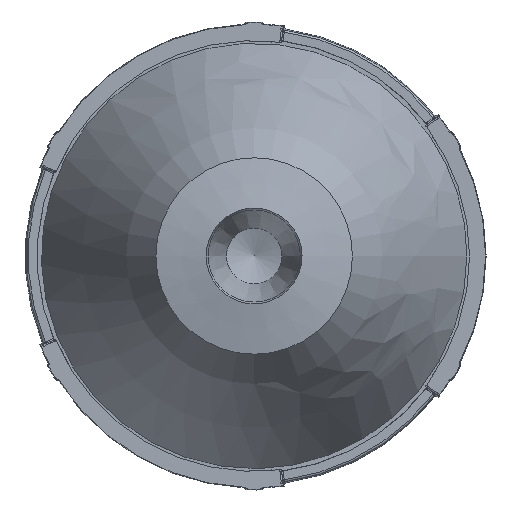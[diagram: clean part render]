
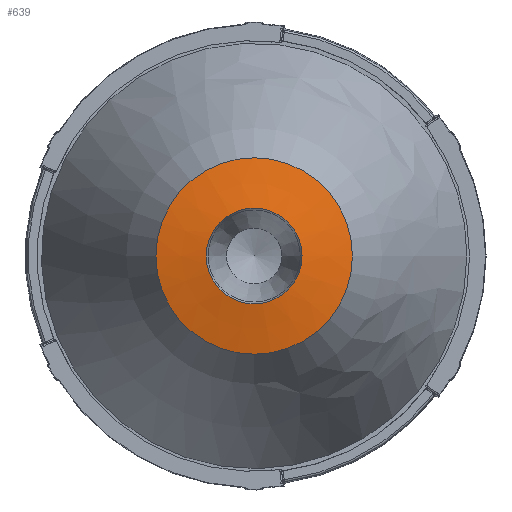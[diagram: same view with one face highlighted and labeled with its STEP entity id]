
A CAD part, front view. The second image highlights one B-rep face of the part: STEP entity #639.
In plain terms, the highlighted conical face has half-angle 78.554 degrees and reference radius 4.782 mm.
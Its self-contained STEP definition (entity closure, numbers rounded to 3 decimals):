
#639=ADVANCED_FACE('',(#1226,#1227),#1228,.T.);
#1226=FACE_OUTER_BOUND('',#9297,.T.);
#1227=FACE_BOUND('',#9298,.T.);
#1228=CONICAL_SURFACE('',#9299,4.782,1.371);
#9297=EDGE_LOOP('',(#10775));
#9298=EDGE_LOOP('',(#10776));
#9299=AXIS2_PLACEMENT_3D('',#10777,#10778,#10779);
#10775=ORIENTED_EDGE('',*,*,#11627,.T.);
#10776=ORIENTED_EDGE('',*,*,#11381,.F.);
#10777=CARTESIAN_POINT('',(0.0,1.025,0.));
#10778=DIRECTION('',(-0.0,1.0,0.));
#10779=DIRECTION('',(1.0,0.0,0.0));
#11381=EDGE_CURVE('',#12221,#12221,#12222,.T.);
#11627=EDGE_CURVE('',#12562,#12562,#12563,.T.);
#12221=VERTEX_POINT('',#13897);
#12222=CIRCLE('',#13898,4.746);
#12562=VERTEX_POINT('',#14589);
#12563=CIRCLE('',#14590,9.739);
#13897=CARTESIAN_POINT('',(4.746,1.018,0.));
#13898=AXIS2_PLACEMENT_3D('',#14960,#14961,#14962);
#14589=CARTESIAN_POINT('',(-9.739,2.029,0.));
#14590=AXIS2_PLACEMENT_3D('',#15210,#15211,#15212);
#14960=CARTESIAN_POINT('',(0.,1.018,0.));
#14961=DIRECTION('',(0.,-1.0,0.));
#14962=DIRECTION('',(1.0,0.,0.0));
#15210=CARTESIAN_POINT('',(0.,2.029,0.));
#15211=DIRECTION('',(0.,-1.0,0.));
#15212=DIRECTION('',(1.0,0.,0.0));
